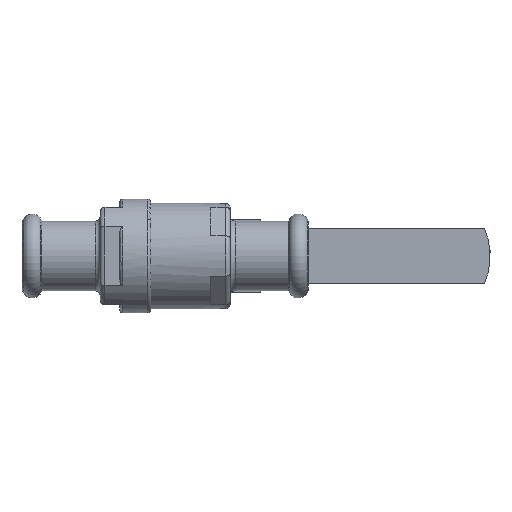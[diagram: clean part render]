
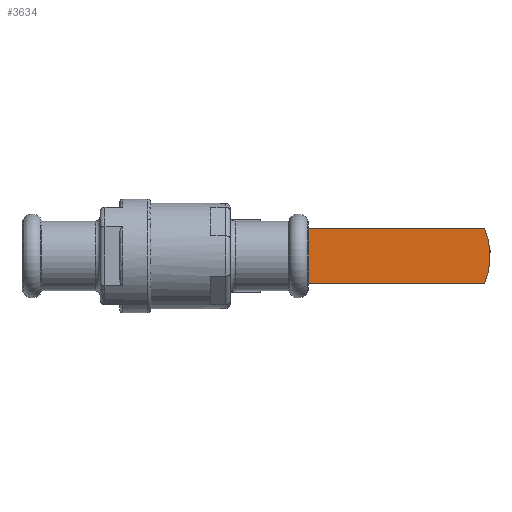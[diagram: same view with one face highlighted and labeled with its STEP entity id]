
A CAD part, front view. The second image highlights one B-rep face of the part: STEP entity #3634.
In plain terms, the highlighted planar face has unit normal (0, -1, 0).
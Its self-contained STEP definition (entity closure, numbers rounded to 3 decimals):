
#99=PLANE('',#3981);
#358=LINE('',#6378,#642);
#378=LINE('',#6425,#662);
#379=LINE('',#6426,#663);
#642=VECTOR('',#4785,1000.);
#662=VECTOR('',#4837,1000.);
#663=VECTOR('',#4838,1000.);
#1532=ORIENTED_EDGE('',*,*,#2302,.T.);
#1533=ORIENTED_EDGE('',*,*,#2209,.T.);
#1534=ORIENTED_EDGE('',*,*,#2303,.F.);
#1535=ORIENTED_EDGE('',*,*,#2276,.F.);
#2209=EDGE_CURVE('',#2665,#2666,#2887,.T.);
#2276=EDGE_CURVE('',#2708,#2709,#358,.T.);
#2302=EDGE_CURVE('',#2708,#2665,#378,.T.);
#2303=EDGE_CURVE('',#2709,#2666,#379,.T.);
#2665=VERTEX_POINT('',#6249);
#2666=VERTEX_POINT('',#6250);
#2708=VERTEX_POINT('',#6379);
#2709=VERTEX_POINT('',#6380);
#2887=CIRCLE('',#3934,21.);
#3107=EDGE_LOOP('',(#1532,#1533,#1534,#1535));
#3373=FACE_BOUND('',#3107,.T.);
#3634=ADVANCED_FACE('',(#3373),#99,.T.);
#3934=AXIS2_PLACEMENT_3D('',#6248,#4670,#4671);
#3981=AXIS2_PLACEMENT_3D('',#6424,#4835,#4836);
#4670=DIRECTION('',(0.,-1.,0.));
#4671=DIRECTION('',(0.,0.,-1.));
#4785=DIRECTION('',(0.,0.,1.));
#4835=DIRECTION('',(0.,-1.,0.));
#4836=DIRECTION('',(0.,0.,-1.));
#4837=DIRECTION('',(1.,0.,0.));
#4838=DIRECTION('',(1.,0.,0.));
#6248=CARTESIAN_POINT('',(74.,98.,0.));
#6249=CARTESIAN_POINT('',(93.203,98.,-8.5));
#6250=CARTESIAN_POINT('',(93.203,98.,8.5));
#6378=CARTESIAN_POINT('',(34.732,98.,-8.5));
#6379=CARTESIAN_POINT('',(34.732,98.,-8.5));
#6380=CARTESIAN_POINT('',(34.732,98.,8.5));
#6424=CARTESIAN_POINT('',(34.732,98.,-8.5));
#6425=CARTESIAN_POINT('',(34.732,98.,-8.5));
#6426=CARTESIAN_POINT('',(34.732,98.,8.5));
